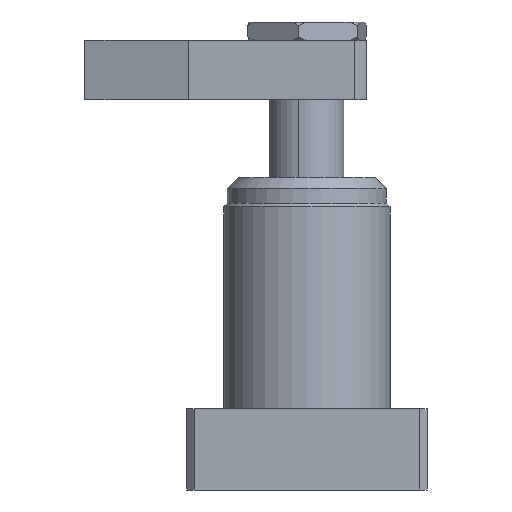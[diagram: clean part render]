
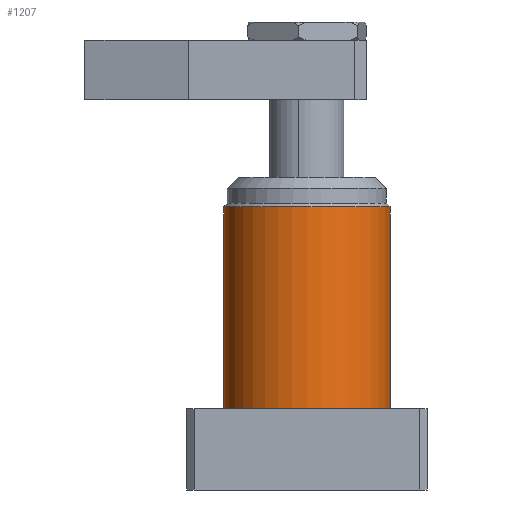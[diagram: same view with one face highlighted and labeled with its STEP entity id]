
A CAD part, front view. The second image highlights one B-rep face of the part: STEP entity #1207.
In plain terms, the highlighted cylindrical face has radius 22.5 mm (diameter 45 mm), a partial arc.
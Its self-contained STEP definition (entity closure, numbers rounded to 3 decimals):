
#333 = ORIENTED_EDGE ( 'NONE', *, *, #1903, .T. ) ;
#334 = ORIENTED_EDGE ( 'NONE', *, *, #1902, .T. ) ;
#335 = ORIENTED_EDGE ( 'NONE', *, *, #1869, .T. ) ;
#336 = ORIENTED_EDGE ( 'NONE', *, *, #1901, .T. ) ;
#337 = ORIENTED_EDGE ( 'NONE', *, *, #1867, .F. ) ;
#1031 = VERTEX_POINT ( 'NONE', #1651 ) ;
#1043 = EDGE_LOOP ( 'NONE', ( #337, #336, #335, #334, #333 ) ) ;
#1049 = VERTEX_POINT ( 'NONE', #1647 ) ;
#1072 = VERTEX_POINT ( 'NONE', #1641 ) ;
#1079 = VERTEX_POINT ( 'NONE', #1635 ) ;
#1159 = VERTEX_POINT ( 'NONE', #1600 ) ;
#1207 = ADVANCED_FACE ( 'NONE', ( #3137 ), #3126, .T. ) ;
#1554 = CARTESIAN_POINT ( 'NONE',  ( 0., 0., 84.5 ) ) ;
#1555 = DIRECTION ( 'NONE',  ( 0., 0., -1. ) ) ;
#1559 = DIRECTION ( 'NONE',  ( -1., 0., 0. ) ) ;
#1600 = CARTESIAN_POINT ( 'NONE',  ( 22.5, 0., 76.5 ) ) ;
#1635 = CARTESIAN_POINT ( 'NONE',  ( 22.5, 0., 22. ) ) ;
#1641 = CARTESIAN_POINT ( 'NONE',  ( -22.5, 0., 22. ) ) ;
#1647 = CARTESIAN_POINT ( 'NONE',  ( -22.5, 0., 76.5 ) ) ;
#1651 = CARTESIAN_POINT ( 'NONE',  ( 0., -22.5, 22. ) ) ;
#1867 = EDGE_CURVE ( 'NONE', #1159, #1079, #3005, .T. ) ;
#1869 = EDGE_CURVE ( 'NONE', #1049, #1072, #3008, .T. ) ;
#1901 = EDGE_CURVE ( 'NONE', #1159, #1049, #2955, .T. ) ;
#1902 = EDGE_CURVE ( 'NONE', #1072, #1031, #2953, .T. ) ;
#1903 = EDGE_CURVE ( 'NONE', #1031, #1079, #2952, .T. ) ;
#2273 = AXIS2_PLACEMENT_3D ( 'NONE', #1554, #1555, #1559 ) ;
#2330 = AXIS2_PLACEMENT_3D ( 'NONE', #3709, #3710, #3711 ) ;
#2331 = AXIS2_PLACEMENT_3D ( 'NONE', #3714, #3715, #3716 ) ;
#2332 = AXIS2_PLACEMENT_3D ( 'NONE', #3718, #3719, #3720 ) ;
#2540 = CARTESIAN_POINT ( 'NONE',  ( -22.5, 0., 84.5 ) ) ;
#2544 = CARTESIAN_POINT ( 'NONE',  ( 22.5, 0., 84.5 ) ) ;
#2545 = DIRECTION ( 'NONE',  ( 0., 0., -1. ) ) ;
#2549 = DIRECTION ( 'NONE',  ( 0., 0., -1. ) ) ;
#2952 = CIRCLE ( 'NONE', #2332, 22.5 ) ;
#2953 = CIRCLE ( 'NONE', #2331, 22.5 ) ;
#2955 = CIRCLE ( 'NONE', #2330, 22.5 ) ;
#2998 = VECTOR ( 'NONE', #2549, 1000. ) ;
#3002 = VECTOR ( 'NONE', #2545, 1000. ) ;
#3005 = LINE ( 'NONE', #2544, #3002 ) ;
#3008 = LINE ( 'NONE', #2540, #2998 ) ;
#3126 = CYLINDRICAL_SURFACE ( 'NONE', #2273, 22.5 ) ;
#3137 = FACE_OUTER_BOUND ( 'NONE', #1043, .T. ) ;
#3709 = CARTESIAN_POINT ( 'NONE',  ( 0., 0., 76.5 ) ) ;
#3710 = DIRECTION ( 'NONE',  ( 0., 0., -1. ) ) ;
#3711 = DIRECTION ( 'NONE',  ( 1., 0., 0. ) ) ;
#3714 = CARTESIAN_POINT ( 'NONE',  ( 0., 0., 22. ) ) ;
#3715 = DIRECTION ( 'NONE',  ( 0., 0., 1. ) ) ;
#3716 = DIRECTION ( 'NONE',  ( 1., 0., 0. ) ) ;
#3718 = CARTESIAN_POINT ( 'NONE',  ( 0., 0., 22. ) ) ;
#3719 = DIRECTION ( 'NONE',  ( 0., 0., 1. ) ) ;
#3720 = DIRECTION ( 'NONE',  ( 1., 0., 0. ) ) ;
